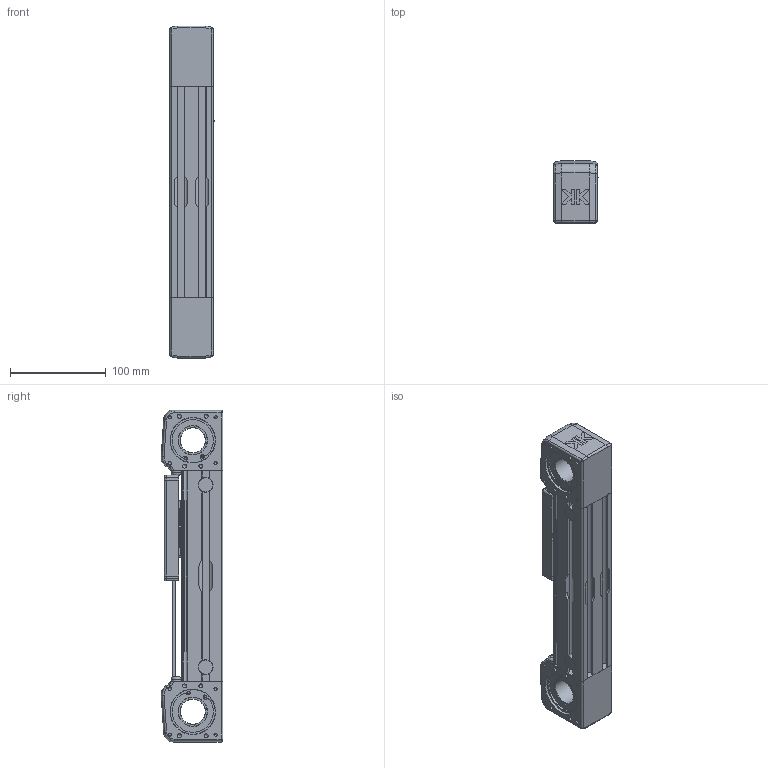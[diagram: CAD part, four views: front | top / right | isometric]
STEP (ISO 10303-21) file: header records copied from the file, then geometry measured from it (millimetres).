
FILE_DESCRIPTION(/* description */ ('Asse GR-45S-NCA F26'),/* implementation_level */ '2;1');
FILE_NAME(/* name */ 'GR-45S-NCA-F26-CLIENTE.stp',/* time_stamp */ '2025-02-04T15:05:16+01:00',/* author */ ('davide.cavedon'),/* organization */ (''),/* preprocessor_version */ 'ST-DEVELOPER v20',/* originating_system */ 'Autodesk Inventor 2024',/* authorisation */ '');
FILE_SCHEMA (('CONFIG_CONTROL_DESIGN'));
Length unit declared in the file: millimetre
Products named in the file (4): GR-45S-NCA-F26-CLIENTE; C_GR-45S-NCA-F26-CLIENTE_001; C_GR-45S-NCA-F26-CLIENTE_002; C_GR-45S-NCA-F26-CLIENTE_003
Assembly tree (4 placements, depth 2):
  GR-45S-NCA-F26-CLIENTE
    C_GR-45S-NCA-F26-CLIENTE_001
    C_GR-45S-NCA-F26-CLIENTE_002  x2
    C_GR-45S-NCA-F26-CLIENTE_003
Bounding box: 46 x 64.59 x 346 mm (x, y, z)
Volume: 603664.5 mm3; surface area: 182471.8 mm2
Topology: 13 solids, 17 shells, 1032 faces, 2765 edges, 1785 vertices
Faces by surface type: plane 594, cylinder 320, cone 62, torus 25, bspline 21, sphere 10
Full cylindrical faces by diameter (mm): 2.5 x8, 3 x2, 3.242 x18, 3.25 x1, 4 x2, 4.134 x28, 7 x8, 8 x4, 10 x4, 15 x4, 15.2 x4, 26 x2, 47 x4
Entity records: 27350 total; most frequent: CARTESIAN_POINT 5677, ORIENTED_EDGE 4404, DIRECTION 4283, EDGE_CURVE 2202, VERTEX_POINT 1448, AXIS2_PLACEMENT_3D 1433, LINE 1417, VECTOR 1417
